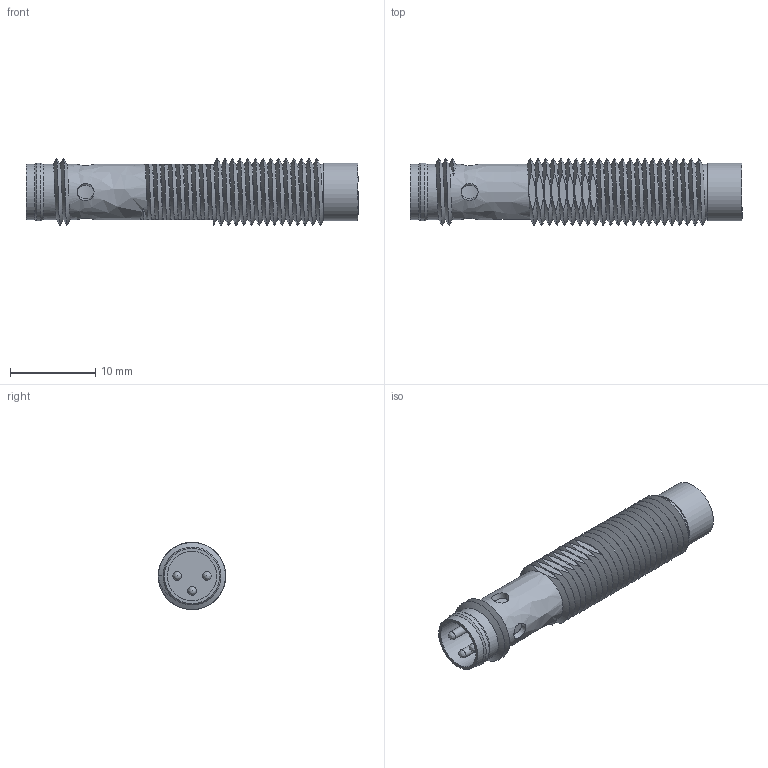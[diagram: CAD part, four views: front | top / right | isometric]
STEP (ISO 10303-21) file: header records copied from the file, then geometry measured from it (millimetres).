
FILE_DESCRIPTION( ('This file contains a STEP AP42 implementation' ,'as created by ZW3D STEP Interface translator.') ,'2;1' );
FILE_NAME( 'OCN2-0804P-ACS3.stp' ,'20 512. 83738', (''), ('ZWCAD Software Co.'), 'Version 1.0', 'ZW3D to STEP translator', '' );
FILE_SCHEMA(('AUTOMOTIVE_DESIGN'));
Length unit declared in the file: millimetre
Products named in the file (2): 0; OCN2-0804P-ACL3
Bounding box: 39 x 7.89 x 7.89 mm (x, y, z)
Volume: 1318.2 mm3; surface area: 1483.7 mm2
Topology: 1 solids, 1 shells, 126 faces, 293 edges, 174 vertices
Faces by surface type: bspline 126
Entity records: 13919 total; most frequent: CARTESIAN_POINT 12118, ORIENTED_EDGE 578, EDGE_CURVE 289, VERTEX_POINT 173, B_SPLINE_CURVE_WITH_KNOTS 158, EDGE_LOOP 134, FACE_OUTER_BOUND 126, ADVANCED_FACE 126
